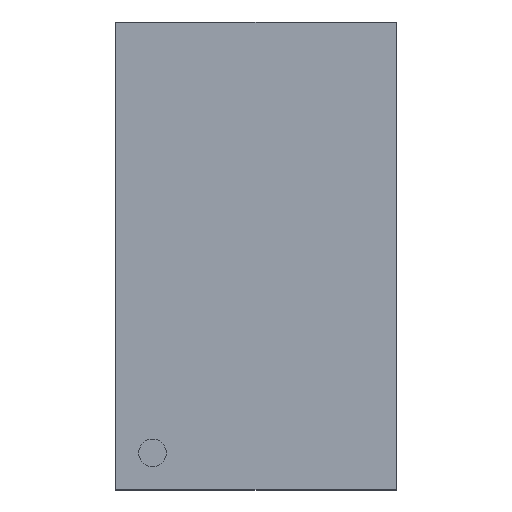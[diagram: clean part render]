
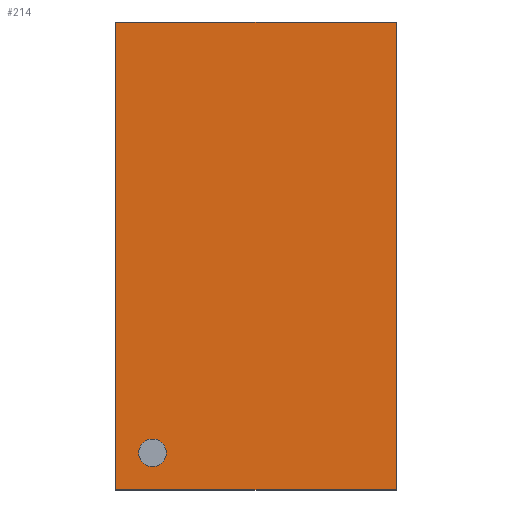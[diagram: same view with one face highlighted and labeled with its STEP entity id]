
A CAD part, top view. The second image highlights one B-rep face of the part: STEP entity #214.
In plain terms, the highlighted planar face has unit normal (0, 0, 1).
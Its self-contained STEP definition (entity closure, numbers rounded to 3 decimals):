
#32 = VERTEX_POINT('',#33);
#33 = CARTESIAN_POINT('',(-0.3,0.5,0.38));
#39 = EDGE_CURVE('',#32,#40,#42,.T.);
#40 = VERTEX_POINT('',#41);
#41 = CARTESIAN_POINT('',(0.3,0.5,0.38));
#42 = LINE('',#43,#44);
#43 = CARTESIAN_POINT('',(-0.3,0.5,0.38));
#44 = VECTOR('',#45,1.);
#45 = DIRECTION('',(1.,0.,0.));
#196 = EDGE_CURVE('',#40,#197,#199,.T.);
#197 = VERTEX_POINT('',#198);
#198 = CARTESIAN_POINT('',(0.3,-0.5,0.38));
#199 = LINE('',#200,#201);
#200 = CARTESIAN_POINT('',(0.3,0.5,0.38));
#201 = VECTOR('',#202,1.);
#202 = DIRECTION('',(0.,-1.,0.));
#214 = ADVANCED_FACE('',(#215,#233),#244,.F.);
#215 = FACE_BOUND('',#216,.F.);
#216 = EDGE_LOOP('',(#217,#218,#219,#227));
#217 = ORIENTED_EDGE('',*,*,#39,.T.);
#218 = ORIENTED_EDGE('',*,*,#196,.T.);
#219 = ORIENTED_EDGE('',*,*,#220,.T.);
#220 = EDGE_CURVE('',#197,#221,#223,.T.);
#221 = VERTEX_POINT('',#222);
#222 = CARTESIAN_POINT('',(-0.3,-0.5,0.38));
#223 = LINE('',#224,#225);
#224 = CARTESIAN_POINT('',(0.3,-0.5,0.38));
#225 = VECTOR('',#226,1.);
#226 = DIRECTION('',(-1.,0.,0.));
#227 = ORIENTED_EDGE('',*,*,#228,.T.);
#228 = EDGE_CURVE('',#221,#32,#229,.T.);
#229 = LINE('',#230,#231);
#230 = CARTESIAN_POINT('',(-0.3,-0.5,0.38));
#231 = VECTOR('',#232,1.);
#232 = DIRECTION('',(0.,1.,0.));
#233 = FACE_BOUND('',#234,.F.);
#234 = EDGE_LOOP('',(#235));
#235 = ORIENTED_EDGE('',*,*,#236,.T.);
#236 = EDGE_CURVE('',#237,#237,#239,.T.);
#237 = VERTEX_POINT('',#238);
#238 = CARTESIAN_POINT('',(-0.192,-0.421,0.38));
#239 = CIRCLE('',#240,0.03);
#240 = AXIS2_PLACEMENT_3D('',#241,#242,#243);
#241 = CARTESIAN_POINT('',(-0.221,-0.421,0.38));
#242 = DIRECTION('',(0.,0.,1.));
#243 = DIRECTION('',(1.,0.,0.));
#244 = PLANE('',#245);
#245 = AXIS2_PLACEMENT_3D('',#246,#247,#248);
#246 = CARTESIAN_POINT('',(0.,0.,0.38));
#247 = DIRECTION('',(-0.,-0.,-1.));
#248 = DIRECTION('',(-1.,0.,0.));
